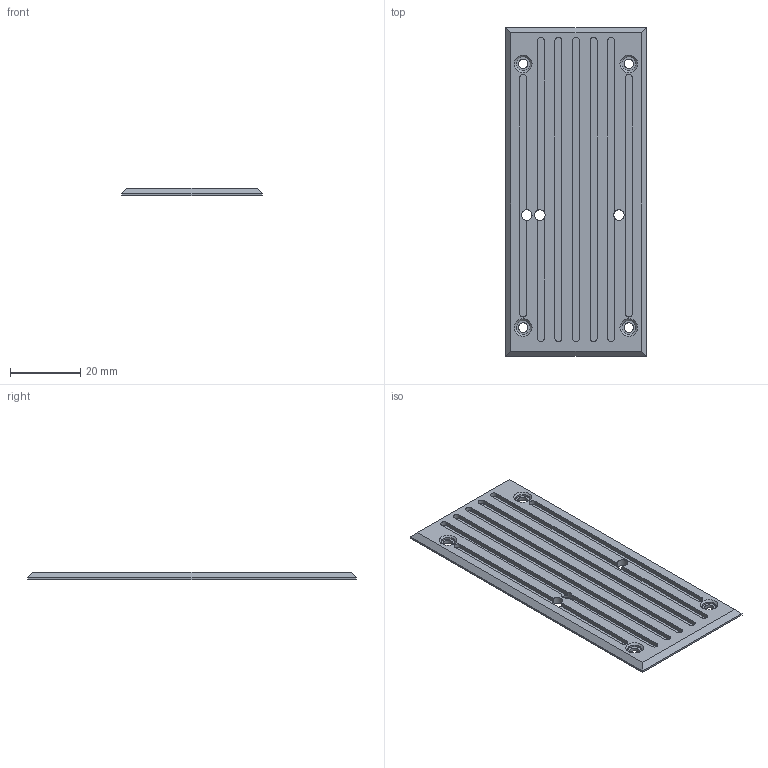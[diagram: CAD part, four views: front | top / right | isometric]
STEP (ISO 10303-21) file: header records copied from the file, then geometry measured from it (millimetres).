
FILE_DESCRIPTION(/* description */ (''),/* implementation_level */ '2;1');
FILE_NAME(/* name */ 'Light Cover With Holes.step',/* time_stamp */ '2025-04-08T09:33:56-05:00',/* author */ (''),/* organization */ (''),/* preprocessor_version */ 'ST-DEVELOPER v20.1',/* originating_system */ 'Autodesk Translation Framework v14.4.0.0',/* authorisation */ '');
FILE_SCHEMA (('AUTOMOTIVE_DESIGN { 1 0 10303 214 3 1 1 }'));
Length unit declared in the file: millimetre
Products named in the file (1): 2025-04-08-09-33-56-778
Bounding box: 40 x 93.5 x 2 mm (x, y, z)
Volume: 5654.3 mm3; surface area: 9236.1 mm2
Topology: 1 solids, 1 shells, 69 faces, 169 edges, 110 vertices
Faces by surface type: plane 40, cylinder 25, cone 4
Full cylindrical faces by diameter (mm): 2.7 x4, 3 x3, 4 x4
Entity records: 2102 total; most frequent: DIRECTION 371, CARTESIAN_POINT 349, ORIENTED_EDGE 338, EDGE_CURVE 169, AXIS2_PLACEMENT_3D 132, VERTEX_POINT 110, LINE 107, VECTOR 107
